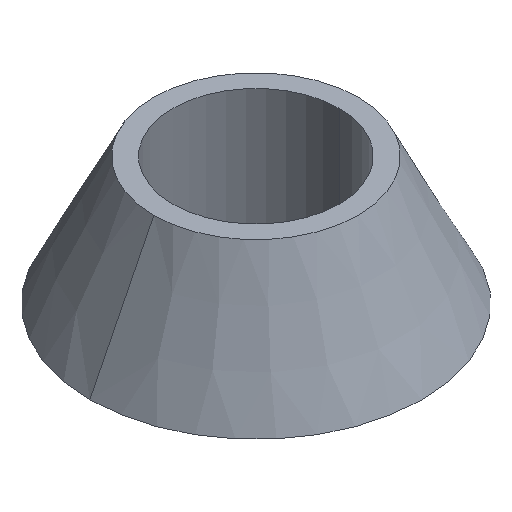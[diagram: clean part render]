
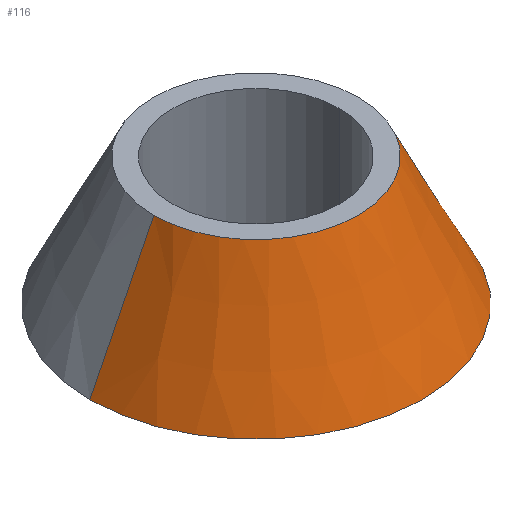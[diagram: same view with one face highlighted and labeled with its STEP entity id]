
A CAD part, isometric view. The second image highlights one B-rep face of the part: STEP entity #116.
In plain terms, the highlighted conical face has half-angle 26.565 degrees and reference radius 26 mm.
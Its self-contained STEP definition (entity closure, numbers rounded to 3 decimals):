
#7 = CARTESIAN_POINT ( 'NONE',  ( -26., 0., -63.498 ) ) ;
#10 = VERTEX_POINT ( 'NONE', #118 ) ;
#12 = CIRCLE ( 'NONE', #170, 26. ) ;
#13 = DIRECTION ( 'NONE',  ( 0., 0., -1. ) ) ;
#15 = CARTESIAN_POINT ( 'NONE',  ( -16., 0., -43.498 ) ) ;
#21 = CONICAL_SURFACE ( 'NONE', #67, 26., 0.464 ) ;
#24 = ORIENTED_EDGE ( 'NONE', *, *, #123, .F. ) ;
#27 = DIRECTION ( 'NONE',  ( 1., 0., 0. ) ) ;
#45 = CARTESIAN_POINT ( 'NONE',  ( 0., 0., -63.498 ) ) ;
#47 = FACE_OUTER_BOUND ( 'NONE', #124, .T. ) ;
#53 = VECTOR ( 'NONE', #106, 1000. ) ;
#64 = EDGE_CURVE ( 'NONE', #71, #10, #12, .T. ) ;
#67 = AXIS2_PLACEMENT_3D ( 'NONE', #171, #13, #120 ) ;
#68 = VERTEX_POINT ( 'NONE', #15 ) ;
#71 = VERTEX_POINT ( 'NONE', #74 ) ;
#74 = CARTESIAN_POINT ( 'NONE',  ( -26., 0., -63.498 ) ) ;
#79 = LINE ( 'NONE', #7, #53 ) ;
#94 = CARTESIAN_POINT ( 'NONE',  ( 16., 0., -43.498 ) ) ;
#106 = DIRECTION ( 'NONE',  ( -0.447, 0., -0.894 ) ) ;
#107 = CARTESIAN_POINT ( 'NONE',  ( 0., 0., -43.498 ) ) ;
#108 = CARTESIAN_POINT ( 'NONE',  ( 26., 0., -63.498 ) ) ;
#116 = ADVANCED_FACE ( 'NONE', ( #47 ), #21, .T. ) ;
#118 = CARTESIAN_POINT ( 'NONE',  ( 26., 0., -63.498 ) ) ;
#120 = DIRECTION ( 'NONE',  ( -1., 0., 0. ) ) ;
#123 = EDGE_CURVE ( 'NONE', #196, #10, #154, .T. ) ;
#124 = EDGE_LOOP ( 'NONE', ( #24, #141, #144, #198 ) ) ;
#130 = VECTOR ( 'NONE', #139, 1000. ) ;
#139 = DIRECTION ( 'NONE',  ( 0.447, 0., -0.894 ) ) ;
#141 = ORIENTED_EDGE ( 'NONE', *, *, #185, .F. ) ;
#143 = EDGE_CURVE ( 'NONE', #68, #71, #79, .T. ) ;
#144 = ORIENTED_EDGE ( 'NONE', *, *, #143, .T. ) ;
#146 = CIRCLE ( 'NONE', #166, 16. ) ;
#152 = DIRECTION ( 'NONE',  ( 1., 0., 0. ) ) ;
#154 = LINE ( 'NONE', #108, #130 ) ;
#166 = AXIS2_PLACEMENT_3D ( 'NONE', #107, #175, #152 ) ;
#168 = DIRECTION ( 'NONE',  ( 0., 0., 1. ) ) ;
#170 = AXIS2_PLACEMENT_3D ( 'NONE', #45, #168, #27 ) ;
#171 = CARTESIAN_POINT ( 'NONE',  ( 0., 0., -63.498 ) ) ;
#175 = DIRECTION ( 'NONE',  ( 0., 0., 1. ) ) ;
#185 = EDGE_CURVE ( 'NONE', #68, #196, #146, .T. ) ;
#196 = VERTEX_POINT ( 'NONE', #94 ) ;
#198 = ORIENTED_EDGE ( 'NONE', *, *, #64, .T. ) ;
